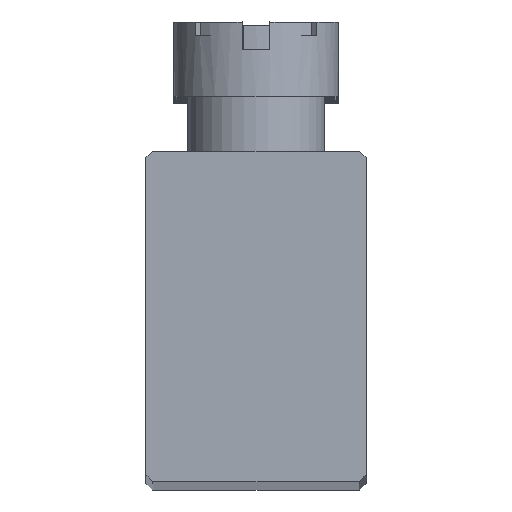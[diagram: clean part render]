
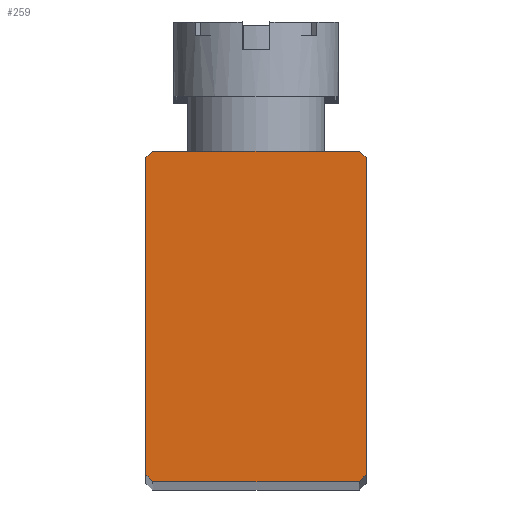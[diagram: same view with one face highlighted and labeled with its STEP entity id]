
A CAD part, top view. The second image highlights one B-rep face of the part: STEP entity #259.
In plain terms, the highlighted planar face has unit normal (0, 0, 1).
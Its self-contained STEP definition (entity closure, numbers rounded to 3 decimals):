
#241 = DIRECTION ( 'NONE',  ( -1., 0., 0. ) ) ;
#259 = ADVANCED_FACE ( 'NONE', ( #8976 ), #10427, .T. ) ;
#293 = CARTESIAN_POINT ( 'NONE',  ( 5.875, 3.875, 87.5 ) ) ;
#408 = DIRECTION ( 'NONE',  ( -0.707, 0.707, 0. ) ) ;
#417 = VERTEX_POINT ( 'NONE', #6145 ) ;
#437 = CARTESIAN_POINT ( 'NONE',  ( -4., -6., 87.5 ) ) ;
#477 = CARTESIAN_POINT ( 'NONE',  ( 3.75, -6., 87.5 ) ) ;
#700 = CARTESIAN_POINT ( 'NONE',  ( 4., 6., 87.5 ) ) ;
#712 = DIRECTION ( 'NONE',  ( 0.707, 0.707, 0. ) ) ;
#723 = DIRECTION ( 'NONE',  ( -0.707, -0.707, 0. ) ) ;
#727 = ORIENTED_EDGE ( 'NONE', *, *, #8887, .T. ) ;
#1164 = ORIENTED_EDGE ( 'NONE', *, *, #5234, .T. ) ;
#1185 = VECTOR ( 'NONE', #7841, 1000. ) ;
#1400 = DIRECTION ( 'NONE',  ( 1., 0., 0. ) ) ;
#1415 = CARTESIAN_POINT ( 'NONE',  ( 3.75, 6., 87.5 ) ) ;
#1475 = VERTEX_POINT ( 'NONE', #477 ) ;
#1547 = CARTESIAN_POINT ( 'NONE',  ( -0.125, -9.875, 87.5 ) ) ;
#1574 = CARTESIAN_POINT ( 'NONE',  ( 4., 5.75, 87.5 ) ) ;
#1773 = LINE ( 'NONE', #9018, #4137 ) ;
#1837 = VECTOR ( 'NONE', #241, 1000. ) ;
#1994 = ORIENTED_EDGE ( 'NONE', *, *, #5083, .T. ) ;
#2344 = DIRECTION ( 'NONE',  ( 0., 1., 0. ) ) ;
#2543 = VERTEX_POINT ( 'NONE', #1574 ) ;
#2727 = VERTEX_POINT ( 'NONE', #8480 ) ;
#2737 = ORIENTED_EDGE ( 'NONE', *, *, #9465, .T. ) ;
#3132 = VECTOR ( 'NONE', #6152, 1000. ) ;
#3283 = VECTOR ( 'NONE', #408, 1000. ) ;
#3551 = VECTOR ( 'NONE', #5670, 1000. ) ;
#3828 = EDGE_CURVE ( 'NONE', #10032, #2727, #10333, .T. ) ;
#4034 = ORIENTED_EDGE ( 'NONE', *, *, #5320, .T. ) ;
#4137 = VECTOR ( 'NONE', #723, 1000. ) ;
#4384 = EDGE_LOOP ( 'NONE', ( #727, #5357, #9284, #4034, #2737, #1164, #10376, #1994 ) ) ;
#4553 = LINE ( 'NONE', #1547, #8846 ) ;
#5083 = EDGE_CURVE ( 'NONE', #2727, #7066, #1773, .T. ) ;
#5207 = CARTESIAN_POINT ( 'NONE',  ( -3.75, -6., 87.5 ) ) ;
#5234 = EDGE_CURVE ( 'NONE', #2543, #10032, #7515, .T. ) ;
#5298 = CARTESIAN_POINT ( 'NONE',  ( -3.875, -5.875, 87.5 ) ) ;
#5320 = EDGE_CURVE ( 'NONE', #1475, #417, #4553, .T. ) ;
#5357 = ORIENTED_EDGE ( 'NONE', *, *, #5454, .T. ) ;
#5454 = EDGE_CURVE ( 'NONE', #6542, #6742, #9683, .T. ) ;
#5641 = LINE ( 'NONE', #437, #3551 ) ;
#5670 = DIRECTION ( 'NONE',  ( 1., 0., 0. ) ) ;
#5745 = CARTESIAN_POINT ( 'NONE',  ( -4., -6., 87.5 ) ) ;
#6145 = CARTESIAN_POINT ( 'NONE',  ( 4., -5.75, 87.5 ) ) ;
#6152 = DIRECTION ( 'NONE',  ( 0.707, -0.707, 0. ) ) ;
#6294 = CARTESIAN_POINT ( 'NONE',  ( -4., 6., 87.5 ) ) ;
#6351 = EDGE_CURVE ( 'NONE', #6742, #1475, #5641, .T. ) ;
#6542 = VERTEX_POINT ( 'NONE', #6624 ) ;
#6572 = DIRECTION ( 'NONE',  ( 0., 0., 1. ) ) ;
#6624 = CARTESIAN_POINT ( 'NONE',  ( -4., -5.75, 87.5 ) ) ;
#6742 = VERTEX_POINT ( 'NONE', #5207 ) ;
#7066 = VERTEX_POINT ( 'NONE', #9445 ) ;
#7515 = LINE ( 'NONE', #293, #3283 ) ;
#7692 = LINE ( 'NONE', #700, #9488 ) ;
#7700 = LINE ( 'NONE', #8607, #1185 ) ;
#7841 = DIRECTION ( 'NONE',  ( 0., -1., 0. ) ) ;
#8480 = CARTESIAN_POINT ( 'NONE',  ( -3.75, 6., 87.5 ) ) ;
#8607 = CARTESIAN_POINT ( 'NONE',  ( -4., 6., 87.5 ) ) ;
#8669 = AXIS2_PLACEMENT_3D ( 'NONE', #5745, #6572, #1400 ) ;
#8846 = VECTOR ( 'NONE', #712, 1000. ) ;
#8887 = EDGE_CURVE ( 'NONE', #7066, #6542, #7700, .T. ) ;
#8976 = FACE_OUTER_BOUND ( 'NONE', #4384, .T. ) ;
#9018 = CARTESIAN_POINT ( 'NONE',  ( -9.875, -0.125, 87.5 ) ) ;
#9284 = ORIENTED_EDGE ( 'NONE', *, *, #6351, .T. ) ;
#9445 = CARTESIAN_POINT ( 'NONE',  ( -4., 5.75, 87.5 ) ) ;
#9465 = EDGE_CURVE ( 'NONE', #417, #2543, #7692, .T. ) ;
#9488 = VECTOR ( 'NONE', #2344, 1000. ) ;
#9683 = LINE ( 'NONE', #5298, #3132 ) ;
#10032 = VERTEX_POINT ( 'NONE', #1415 ) ;
#10333 = LINE ( 'NONE', #6294, #1837 ) ;
#10376 = ORIENTED_EDGE ( 'NONE', *, *, #3828, .T. ) ;
#10427 = PLANE ( 'NONE',  #8669 ) ;
